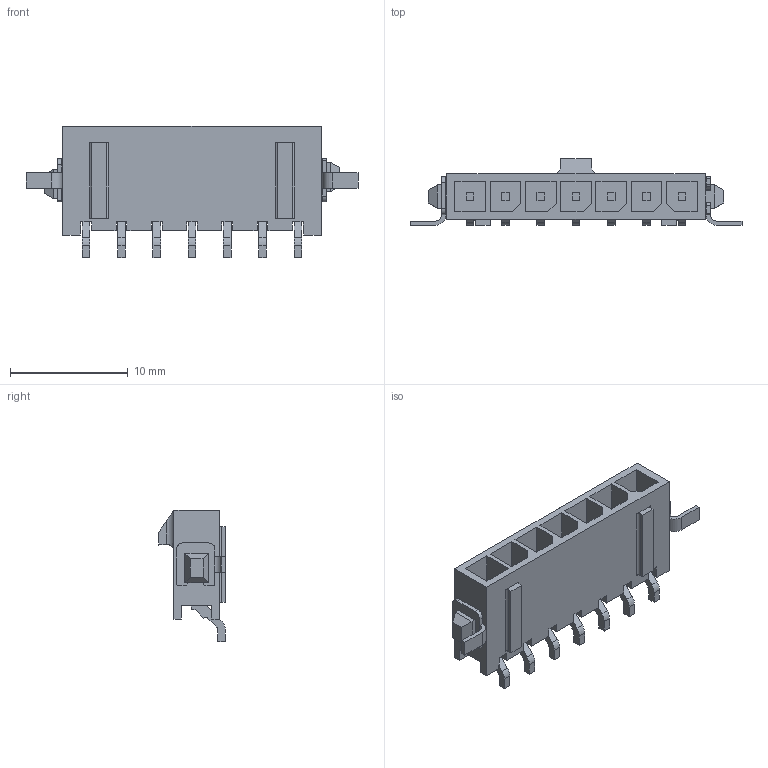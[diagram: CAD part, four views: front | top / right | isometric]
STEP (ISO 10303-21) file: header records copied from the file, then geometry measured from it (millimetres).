
FILE_DESCRIPTION((''),'2;1');
FILE_NAME('C-2-1445057-7','2010-05-29T',('workeradm'),('Tyco Electronics Ltd.'),'PRO/ENGINEER BY PARAMETRIC TECHNOLOGY CORPORATION, 2009300','PRO/ENGINEER BY PARAMETRIC TECHNOLOGY CORPORATION, 2009300','');
FILE_SCHEMA(('AUTOMOTIVE_DESIGN { 1 0 10303 214 1 1 1 1 }'));
Length unit declared in the file: millimetre
Products named in the file (1): C-2-1445057-7
Bounding box: 28.25 x 5.67 x 11.16 mm (x, y, z)
Volume: 469.6 mm3; surface area: 1367.4 mm2
Topology: 1 solids, 1 shells, 352 faces, 953 edges, 628 vertices
Faces by surface type: plane 302, cylinder 50
Entity records: 11196 total; most frequent: CARTESIAN_POINT 1977, ORIENTED_EDGE 1906, DIRECTION 1749, EDGE_CURVE 953, VECTOR 853, LINE 853, VERTEX_POINT 628, AXIS2_PLACEMENT_3D 448
